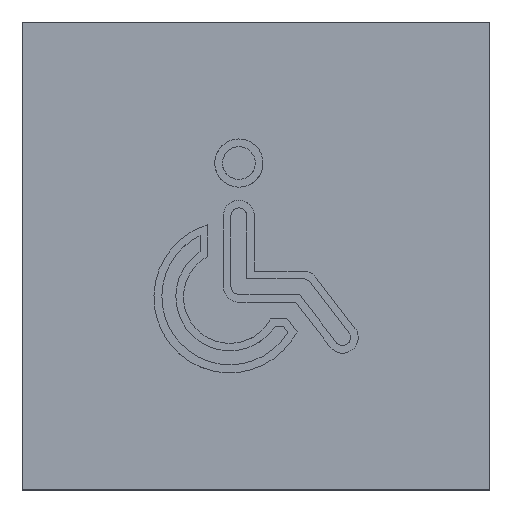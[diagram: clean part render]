
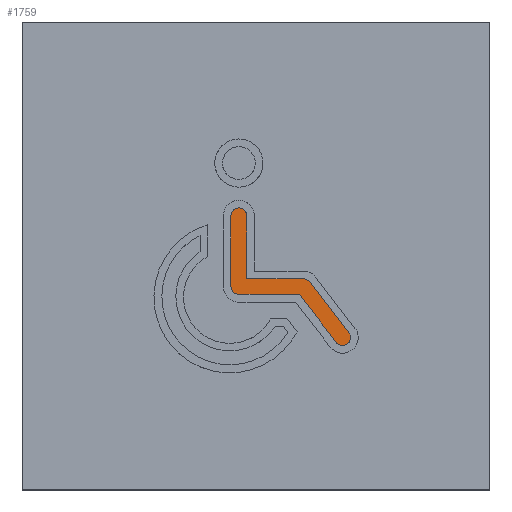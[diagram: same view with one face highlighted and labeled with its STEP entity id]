
A CAD part, top view. The second image highlights one B-rep face of the part: STEP entity #1759.
In plain terms, the highlighted face is planar.
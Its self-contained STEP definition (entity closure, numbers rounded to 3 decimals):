
#429=DIRECTION('',(0.,0.,1.));
#430=VECTOR('',#429,6.99);
#431=CARTESIAN_POINT('',(-1.03,8.9,-4.47));
#432=LINE('12299',#431,#430);
#433=DIRECTION('',(1.,0.,0.));
#434=VECTOR('',#433,6.28);
#435=CARTESIAN_POINT('',(-1.03,8.9,2.52));
#436=LINE('12300',#435,#434);
#437=CARTESIAN_POINT('',(5.25,8.9,2.52));
#438=CARTESIAN_POINT('',(5.383,8.9,2.52));
#439=CARTESIAN_POINT('',(5.653,8.9,2.581));
#440=CARTESIAN_POINT('',(5.869,8.9,2.755));
#441=CARTESIAN_POINT('',(5.95,8.9,2.86));
#443=DIRECTION('',(0.609,0.,0.793));
#444=VECTOR('',#443,7.152);
#445=CARTESIAN_POINT('',(5.95,8.9,2.86));
#446=LINE('12302',#445,#444);
#447=CARTESIAN_POINT('',(10.309,8.9,8.53));
#448=CARTESIAN_POINT('',(10.38,8.9,8.623));
#449=CARTESIAN_POINT('',(10.484,8.9,8.836));
#450=CARTESIAN_POINT('',(10.503,8.9,9.186));
#451=CARTESIAN_POINT('',(10.391,8.9,9.52));
#452=CARTESIAN_POINT('',(10.233,8.9,9.699));
#453=CARTESIAN_POINT('',(10.14,8.9,9.77));
#455=CARTESIAN_POINT('',(10.14,8.9,9.77));
#456=CARTESIAN_POINT('',(10.066,8.9,9.827));
#457=CARTESIAN_POINT('',(9.939,8.9,9.893));
#458=CARTESIAN_POINT('',(9.755,8.9,9.938));
#459=CARTESIAN_POINT('',(9.594,8.9,9.95));
#460=CARTESIAN_POINT('',(9.414,8.9,9.928));
#461=CARTESIAN_POINT('',(9.164,8.9,9.836));
#462=CARTESIAN_POINT('',(9.004,8.9,9.705));
#463=CARTESIAN_POINT('',(8.921,8.9,9.6));
#465=DIRECTION('',(-0.609,0.,-0.793));
#466=VECTOR('',#465,6.719);
#467=CARTESIAN_POINT('',(8.921,8.9,9.6));
#468=LINE('12305',#467,#466);
#469=DIRECTION('',(-1.,0.,0.));
#470=VECTOR('',#469,6.73);
#471=CARTESIAN_POINT('',(4.83,8.9,4.27));
#472=LINE('12306',#471,#470);
#473=CARTESIAN_POINT('',(-1.9,8.9,4.27));
#474=CARTESIAN_POINT('',(-2.016,8.9,4.27));
#475=CARTESIAN_POINT('',(-2.248,8.9,4.224));
#476=CARTESIAN_POINT('',(-2.537,8.9,4.027));
#477=CARTESIAN_POINT('',(-2.734,8.9,3.738));
#478=CARTESIAN_POINT('',(-2.78,8.9,3.506));
#479=CARTESIAN_POINT('',(-2.78,8.9,3.39));
#481=DIRECTION('',(0.,0.,-1.));
#482=VECTOR('',#481,7.86);
#483=CARTESIAN_POINT('',(-2.78,8.9,3.39));
#484=LINE('12308',#483,#482);
#485=CARTESIAN_POINT('',(-2.78,8.9,-4.47));
#486=CARTESIAN_POINT('',(-2.78,8.9,-4.586));
#487=CARTESIAN_POINT('',(-2.734,8.9,-4.816));
#488=CARTESIAN_POINT('',(-2.57,8.9,-5.057));
#489=CARTESIAN_POINT('',(-2.397,8.9,-5.2));
#490=CARTESIAN_POINT('',(-2.247,8.9,-5.282));
#491=CARTESIAN_POINT('',(-2.109,8.9,-5.324));
#492=CARTESIAN_POINT('',(-1.994,8.9,-5.342));
#493=CARTESIAN_POINT('',(-1.905,8.9,-5.347));
#494=CARTESIAN_POINT('',(-1.816,8.9,-5.342));
#495=CARTESIAN_POINT('',(-1.701,8.9,-5.324));
#496=CARTESIAN_POINT('',(-1.563,8.9,-5.282));
#497=CARTESIAN_POINT('',(-1.413,8.9,-5.2));
#498=CARTESIAN_POINT('',(-1.24,8.9,-5.057));
#499=CARTESIAN_POINT('',(-1.076,8.9,-4.816));
#500=CARTESIAN_POINT('',(-1.03,8.9,-4.586));
#501=CARTESIAN_POINT('',(-1.03,8.9,-4.47));
#1475=CARTESIAN_POINT('',(-1.03,8.9,-4.47));
#1476=CARTESIAN_POINT('',(-1.03,8.9,2.52));
#1477=VERTEX_POINT('',#1475);
#1478=VERTEX_POINT('',#1476);
#1479=CARTESIAN_POINT('',(5.25,8.9,2.52));
#1480=VERTEX_POINT('',#1479);
#1481=VERTEX_POINT('',#441);
#1482=CARTESIAN_POINT('',(10.309,8.9,8.53));
#1483=VERTEX_POINT('',#1482);
#1484=VERTEX_POINT('',#453);
#1485=VERTEX_POINT('',#463);
#1486=CARTESIAN_POINT('',(4.83,8.9,4.27));
#1487=VERTEX_POINT('',#1486);
#1488=CARTESIAN_POINT('',(-1.9,8.9,4.27));
#1489=VERTEX_POINT('',#1488);
#1490=VERTEX_POINT('',#479);
#1491=CARTESIAN_POINT('',(-2.78,8.9,-4.47));
#1492=VERTEX_POINT('',#1491);
#1730=CARTESIAN_POINT('',(0.,8.9,0.));
#1731=DIRECTION('',(0.,1.,0.));
#1732=DIRECTION('',(1.,0.,0.));
#1733=AXIS2_PLACEMENT_3D('',#1730,#1731,#1732);
#1734=PLANE('1926',#1733);
#1736=ORIENTED_EDGE('12299',*,*,#1735,.T.);
#1738=ORIENTED_EDGE('12300',*,*,#1737,.T.);
#1740=ORIENTED_EDGE('12301',*,*,#1739,.T.);
#1742=ORIENTED_EDGE('12302',*,*,#1741,.T.);
#1744=ORIENTED_EDGE('12303',*,*,#1743,.T.);
#1746=ORIENTED_EDGE('12304',*,*,#1745,.T.);
#1748=ORIENTED_EDGE('12305',*,*,#1747,.T.);
#1750=ORIENTED_EDGE('12306',*,*,#1749,.T.);
#1752=ORIENTED_EDGE('12307',*,*,#1751,.T.);
#1754=ORIENTED_EDGE('12308',*,*,#1753,.T.);
#1756=ORIENTED_EDGE('12309',*,*,#1755,.T.);
#1757=EDGE_LOOP('1926',(#1736,#1738,#1740,#1742,#1744,#1746,#1748,#1750,#1752,
#1754,#1756));
#1758=FACE_OUTER_BOUND('1926',#1757,.F.);
#1759=ADVANCED_FACE('1926',(#1758),#1734,.T.);
#442=B_SPLINE_CURVE_WITH_KNOTS('12301',3,(#437,#438,#439,#440,#441),
.UNSPECIFIED.,.F.,.F.,(4,1,4),(0.,0.501,1.),.UNSPECIFIED.);
#454=B_SPLINE_CURVE_WITH_KNOTS('12303',3,(#447,#448,#449,#450,#451,#452,#453),
.UNSPECIFIED.,.F.,.F.,(4,1,1,1,4),(0.,0.253,0.499,
0.745,1.),.UNSPECIFIED.);
#464=B_SPLINE_CURVE_WITH_KNOTS('12304',3,(#455,#456,#457,#458,#459,#460,#461,
#462,#463),.UNSPECIFIED.,.F.,.F.,(4,1,1,1,1,1,4),(0.,0.206,
0.31,0.416,0.561,0.706,1.),
.UNSPECIFIED.);
#480=B_SPLINE_CURVE_WITH_KNOTS('12307',3,(#473,#474,#475,#476,#477,#478,#479),
.UNSPECIFIED.,.F.,.F.,(4,1,1,1,4),(0.,0.254,0.5,
0.746,1.),.UNSPECIFIED.);
#502=B_SPLINE_CURVE_WITH_KNOTS('12309',3,(#485,#486,#487,#488,#489,#490,#491,
#492,#493,#494,#495,#496,#497,#498,#499,#500,#501),.UNSPECIFIED.,.F.,.F.,(4,1,1,
1,1,1,1,1,1,1,1,1,1,1,4),(0.,0.127,0.249,
0.311,0.372,0.435,0.467,
0.5,0.533,0.565,0.628,
0.689,0.751,0.873,1.),.UNSPECIFIED.);
#1735=EDGE_CURVE('12299',#1477,#1478,#432,.T.);
#1737=EDGE_CURVE('12300',#1478,#1480,#436,.T.);
#1739=EDGE_CURVE('12301',#1480,#1481,#442,.T.);
#1741=EDGE_CURVE('12302',#1481,#1483,#446,.T.);
#1743=EDGE_CURVE('12303',#1483,#1484,#454,.T.);
#1745=EDGE_CURVE('12304',#1484,#1485,#464,.T.);
#1747=EDGE_CURVE('12305',#1485,#1487,#468,.T.);
#1749=EDGE_CURVE('12306',#1487,#1489,#472,.T.);
#1751=EDGE_CURVE('12307',#1489,#1490,#480,.T.);
#1753=EDGE_CURVE('12308',#1490,#1492,#484,.T.);
#1755=EDGE_CURVE('12309',#1492,#1477,#502,.T.);
